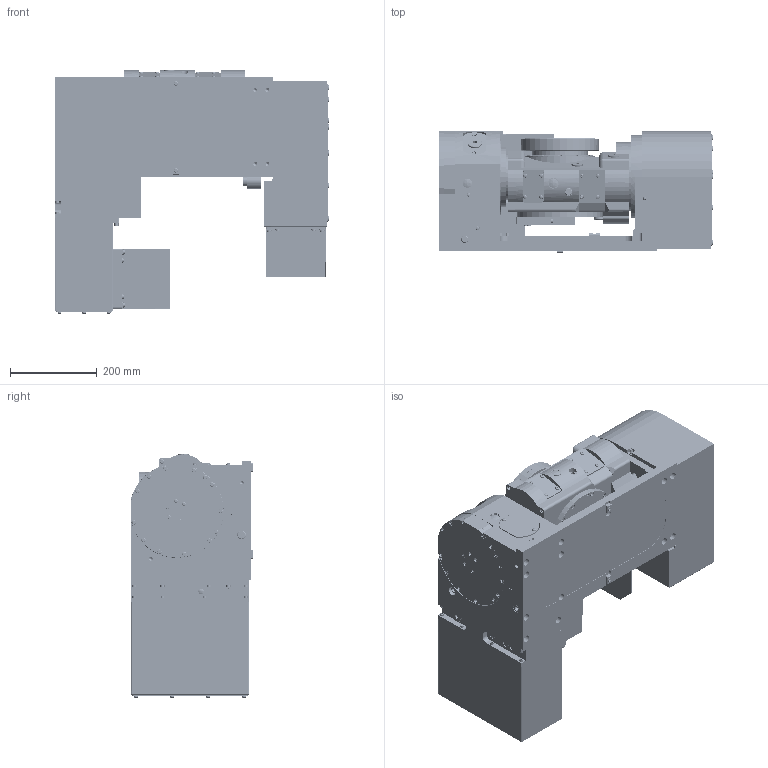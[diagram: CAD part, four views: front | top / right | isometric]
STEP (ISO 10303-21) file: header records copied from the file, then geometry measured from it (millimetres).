
FILE_DESCRIPTION (( 'STEP AP214' ), '1' );
FILE_NAME ('RKT180ER01 OUTSIDE VIEW.STEP', '2017-08-01T00:35:25', ( '' ), ( '' ), 'SwSTEP 2.0', 'SolidWorks 2014', '' );
FILE_SCHEMA (( 'AUTOMOTIVE_DESIGN' ));
Length unit declared in the file: inch
Products named in the file (2): RKT180ER01 OUTSIDE VIEW
Bounding box: 632 x 280 x 560.2 mm (x, y, z)
Volume: 46368560 mm3; surface area: 3188597.1 mm2
Topology: 167 solids, 168 shells, 6423 faces, 15259 edges, 9689 vertices
Faces by surface type: plane 3431, cylinder 2200, cone 643, torus 102, sphere 36, bspline 11
Entity records: 270930 total; most frequent: CARTESIAN_POINT 33465, DIRECTION 32719, ORIENTED_EDGE 30026, EDGE_CURVE 15013, AXIS2_PLACEMENT_3D 11559, VERTEX_POINT 9689, LINE 9601, VECTOR 9601
